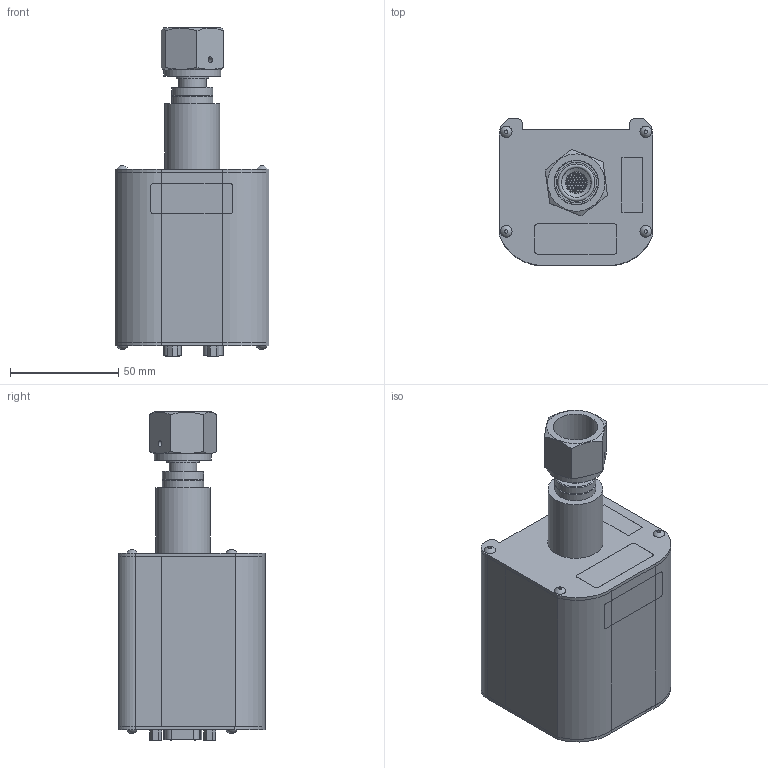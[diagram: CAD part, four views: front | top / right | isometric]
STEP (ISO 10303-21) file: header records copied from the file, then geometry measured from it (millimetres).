
FILE_DESCRIPTION (( 'STEP AP214' ), '1' );
FILE_NAME ('352-056 BAG302-S 9DSub, OLED, 8FVCR.STEP', '2017-06-01T15:02:14', ( '' ), ( '' ), 'SwSTEP 2.0', 'SolidWorks 2013', '' );
FILE_SCHEMA (( 'AUTOMOTIVE_DESIGN' ));
Length unit declared in the file: inch
Products named in the file (1): 352-056 BAG302-S 9DSub, OLED, 8FVCR
Bounding box: 71.12 x 67.89 x 151.94 mm (x, y, z)
Volume: 114299 mm3; surface area: 134647 mm2
Topology: 65 solids, 65 shells, 2956 faces, 7819 edges, 5128 vertices
Faces by surface type: plane 2055, cylinder 602, bspline 166, cone 80, torus 48, sphere 5
Full cylindrical faces by diameter (mm): 0.178 x6, 0.254 x1, 0.762 x7, 1.02 x9, 1.18 x9, 1.194 x163, 1.575 x11, 1.829 x4, 1.93 x6, 2.032 x1, 2.134 x1, 2.184 x1, 2.261 x6, 2.3 x2, 2.438 x2, 2.54 x2, 2.794 x4, 2.845 x8, 3.048 x12, 3.1 x2, 3.175 x10, 3.962 x1, 4.24 x2, 4.807 x2, 4.953 x5, 5.08 x1, 5.1 x2, 10.033 x1, 10.16 x1, 12.7 x2
Entity records: 136780 total; most frequent: CARTESIAN_POINT 24979, ORIENTED_EDGE 14736, DIRECTION 14091, EDGE_CURVE 7368, LINE 5247, VECTOR 5247, VERTEX_POINT 5060, AXIS2_PLACEMENT_3D 4422
